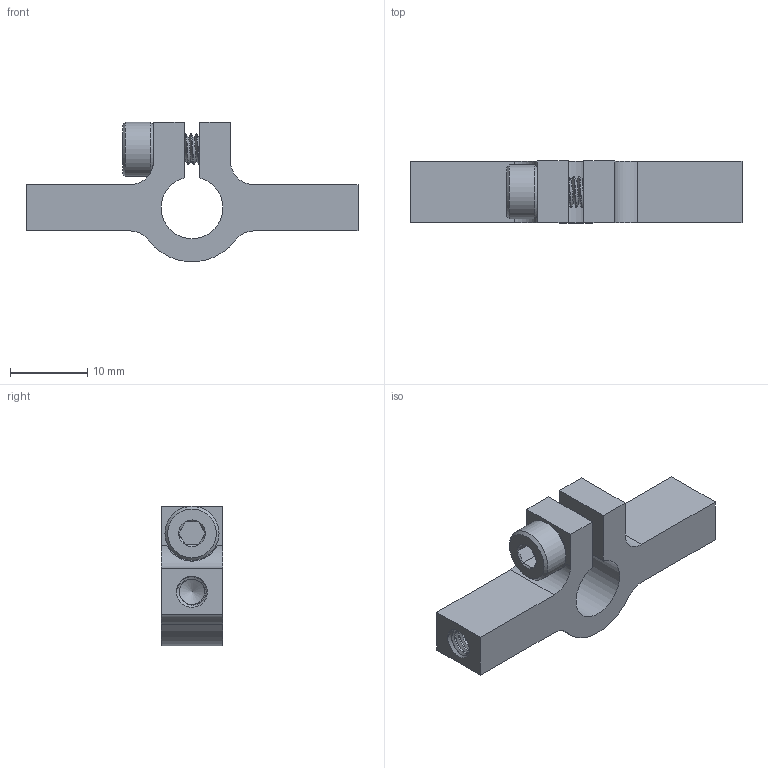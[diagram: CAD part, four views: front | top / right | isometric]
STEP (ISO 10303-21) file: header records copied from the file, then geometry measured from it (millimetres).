
FILE_DESCRIPTION( ( '' ), ' ' );
FILE_NAME( '5b2d1718c53f0e0ede2ad0c3.step', '2018-06-22T15:34:48', ( '' ), ( '' ), ' ', ' ', ' ' );
FILE_SCHEMA( ( 'AUTOMOTIVE_DESIGN { 1 0 10303 214 1 1 1 1 }' ) );
Length unit declared in the file: metre
Products named in the file (3): Assem1; 1402-0043-0008 without hardware; 2800-0004-0010
Assembly tree (2 placements, depth 2):
  Assem1
    1402-0043-0008 without hardware
    2800-0004-0010
Bounding box: 43 x 8 x 18.05 mm (x, y, z)
Volume: 2492.5 mm3; surface area: 2546.6 mm2
Topology: 2 solids, 2 shells, 80 faces, 205 edges, 130 vertices
Faces by surface type: cylinder 33, plane 26, cone 13, bspline 8
Full cylindrical faces by diameter (mm): 3.3 x16, 4 x1, 7 x1
Entity records: 6536 total; most frequent: CARTESIAN_POINT 4612, ORIENTED_EDGE 286, DIRECTION 266, EDGE_CURVE 143, AXIS2_PLACEMENT_3D 105, VERTEX_POINT 95, EDGE_LOOP 78, FACE_OUTER_BOUND 68
